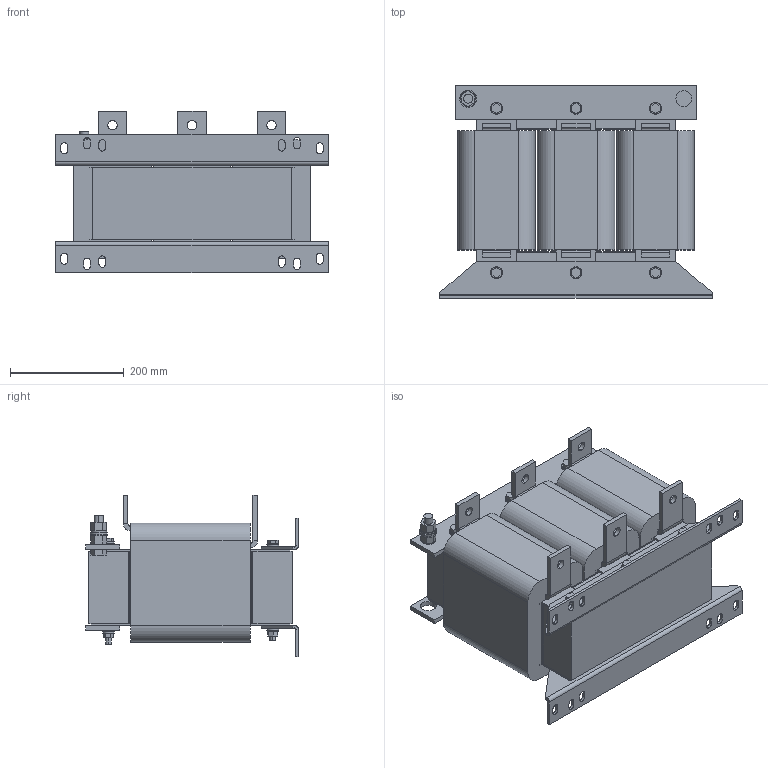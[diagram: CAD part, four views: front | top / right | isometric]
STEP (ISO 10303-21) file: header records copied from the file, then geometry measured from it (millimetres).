
FILE_DESCRIPTION (( 'STEP AP214' ), '1' );
FILE_NAME ('324036.STEP', '2020-12-17T10:02:37', ( '' ), ( '' ), 'SwSTEP 2.0', 'SolidWorks 2018', '' );
FILE_SCHEMA (( 'AUTOMOTIVE_DESIGN' ));
Length unit declared in the file: millimetre
Products named in the file (1): 324036
Bounding box: 480 x 374.5 x 284.95 mm (x, y, z)
Volume: 25574977 mm3; surface area: 1109987.2 mm2
Topology: 1 solids, 1 shells, 585 faces, 1506 edges, 962 vertices
Faces by surface type: plane 435, cylinder 150
Entity records: 17708 total; most frequent: CARTESIAN_POINT 3054, ORIENTED_EDGE 3012, DIRECTION 3000, EDGE_CURVE 1506, VECTOR 1184, LINE 1184, VERTEX_POINT 962, AXIS2_PLACEMENT_3D 908
